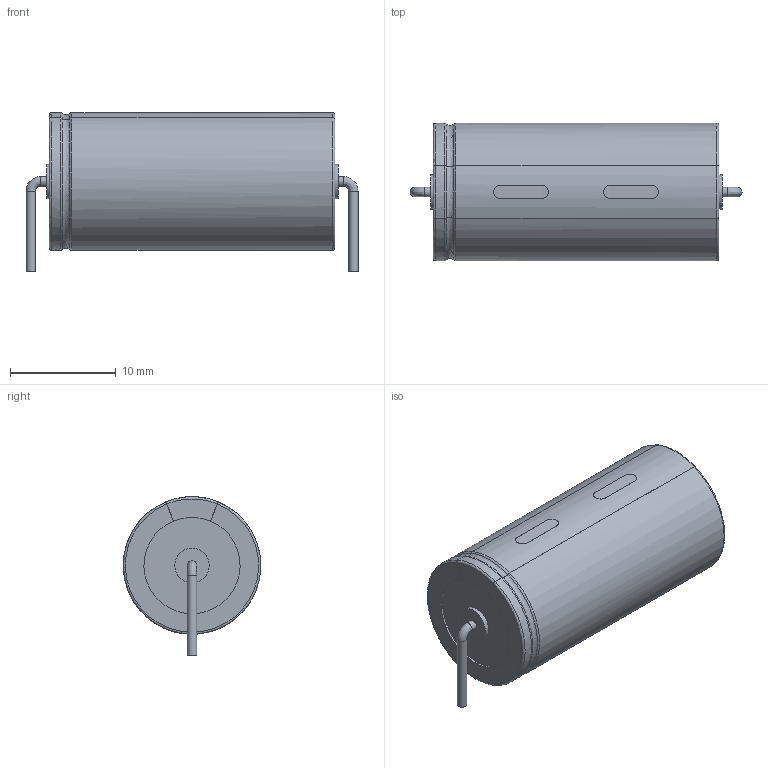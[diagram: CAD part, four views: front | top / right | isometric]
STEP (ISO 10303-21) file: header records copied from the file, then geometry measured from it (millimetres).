
FILE_DESCRIPTION(/* description */ ('model of CP_Axial_L27.0mm_D13.0mm_P30.48mm_Horizontal'),/* implementation_level */ '2;1');
FILE_NAME(/* name */ 'CP_Axial_L27.0mm_D13.0mm_P30.48mm_Horizontal.step',/* time_stamp */ '2020-04-13T10:12:45',/* author */ ('kicad StepUp','ksu'),/* organization */ ('OCC'),/* preprocessor_version */ '',/* originating_system */ 'kicad StepUp',/* authorisation */ '');
FILE_SCHEMA(('AUTOMOTIVE_DESIGN { 1 0 10303 214 1 1 1 1 }'));
Length unit declared in the file: millimetre
Products named in the file (1): CP_Axial_L270mm_D130mm_P3048mm_Horizontal
Bounding box: 31.38 x 13 x 15.02 mm (x, y, z)
Volume: 3573.2 mm3; surface area: 1569.4 mm2
Topology: 1 solids, 2 shells, 64 faces, 161 edges, 106 vertices
Faces by surface type: cylinder 27, plane 25, revolution 6, bspline 4, torus 2
Full cylindrical faces by diameter (mm): 0.9 x5, 3.25 x2
Entity records: 3061 total; most frequent: CARTESIAN_POINT 1056, ORIENTED_EDGE 322, DIRECTION 319, EDGE_CURVE 161, AXIS2_PLACEMENT_3D 123, VERTEX_POINT 106, FACE_BOUND 71, EDGE_LOOP 71
